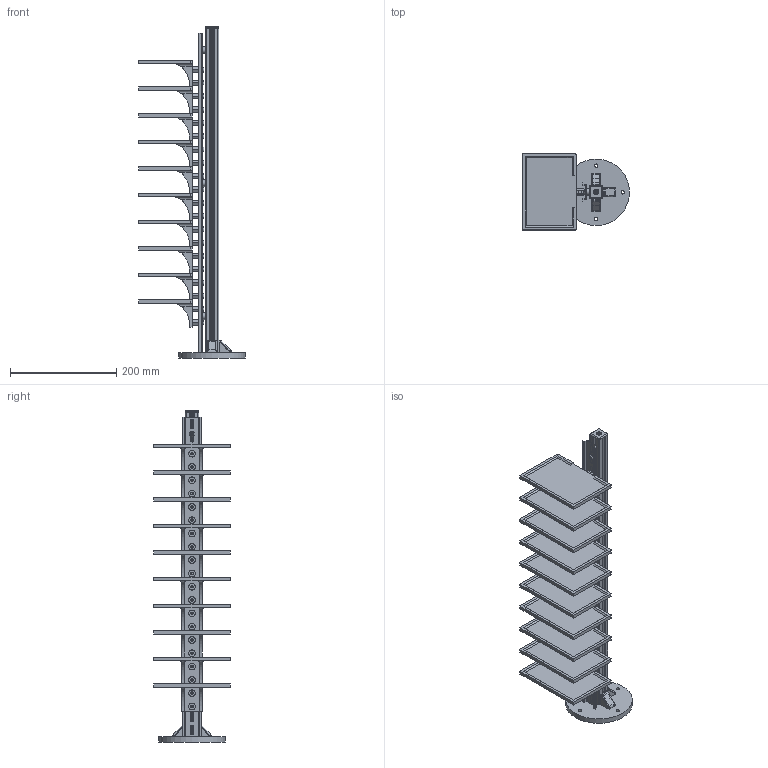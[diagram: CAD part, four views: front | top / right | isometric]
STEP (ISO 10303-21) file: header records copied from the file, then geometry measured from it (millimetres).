
FILE_DESCRIPTION(/* description */ ('','CAx-IF Rec.Pracs.---Representation and Presentation of Product Manufacturing Information (PMI)---4.0---2014-10-13'),/* implementation_level */ '2;1');
FILE_NAME(/* name */ 'assembly_plate_hotel v9.step',/* time_stamp */ '2025-02-20T19:16:26-05:00',/* author */ (''),/* organization */ (''),/* preprocessor_version */ 'ST-DEVELOPER v20',/* originating_system */ 'Autodesk Translation Framework v13.20.0.188',/* authorisation */ '');
FILE_SCHEMA (('AP242_MANAGED_MODEL_BASED_3D_ENGINEERING_MIM_LF { 1 0 10303 442 1 1 4 }'));
Products named in the file (14): assembly_plate_hotel; 4633N79_T-Slotted Framing Rail; plate_hotel_base; 8961K96_Steel DIN 3 Rail; 93590A106_NO THREADS_18-8 Stainless Steel Coupling Nut; well_plate_tray; 92095A224_NO THREADS_Button Head Hex Drive Screw; 92125A234_NO THREADS_18-8 Stainless Steel Hex Drive Flat Head Screw; 94639A569_Off-White Nylon Unthreaded Spacer; 92095A128_NO THREADS_Button Head Hex Drive Screw; 92125A111_NO THREADS_18-8 Stainless Steel Hex Drive Flat Head Screw; 3136N534_T-Slotted Framing; 94180A371_NO THREADS_Tapered Heat-Set Inserts for Plastic; 4844N111_NO THREADS_T-Slotted Framing Structural Bracket
Assembly tree (87 placements, depth 2):
  assembly_plate_hotel
    4633N79_T-Slotted Framing Rail
    plate_hotel_base
    8961K96_Steel DIN 3 Rail
    93590A106_NO THREADS_18-8 Stainless Steel Coupling Nut  x20
    well_plate_tray  x10
    92095A224_NO THREADS_Button Head Hex Drive Screw  x20
    94639A569_Off-White Nylon Unthreaded Spacer  x3
    92095A128_NO THREADS_Button Head Hex Drive Screw  x3
    92125A234_NO THREADS_18-8 Stainless Steel Hex Drive Flat Head Screw  x20
    92125A111_NO THREADS_18-8 Stainless Steel Hex Drive Flat Head Screw
    94180A371_NO THREADS_Tapered Heat-Set Inserts for Plastic  x3
    4844N111_NO THREADS_T-Slotted Framing Structural Bracket  x3
    3136N534_T-Slotted Framing
Bounding box: 200.85 x 143 x 623.65 mm (x, y, z)
Volume: 1101363.1 mm3; surface area: 643918.3 mm2
Topology: 129 solids, 129 shells, 5050 faces, 12352 edges, 7645 vertices
Faces by surface type: plane 2508, cylinder 1082, cone 890, bspline 374, torus 156, sphere 40
Full cylindrical faces by diameter (mm): 2.75 x6, 3.2 x1, 5 x13, 6 x73, 6.4 x5, 6.6 x20, 6.604 x3, 6.8 x1, 8.24 x3, 8.39 x6, 8.86 x3, 8.865 x3, 9.52 x3, 10.5 x23, 12 x21, 12.7 x3, 125 x1
Entity records: 59445 total; most frequent: CARTESIAN_POINT 25646, ORIENTED_EDGE 7120, DIRECTION 6834, EDGE_CURVE 3560, AXIS2_PLACEMENT_3D 2521, VERTEX_POINT 2257, LINE 1792, VECTOR 1792
